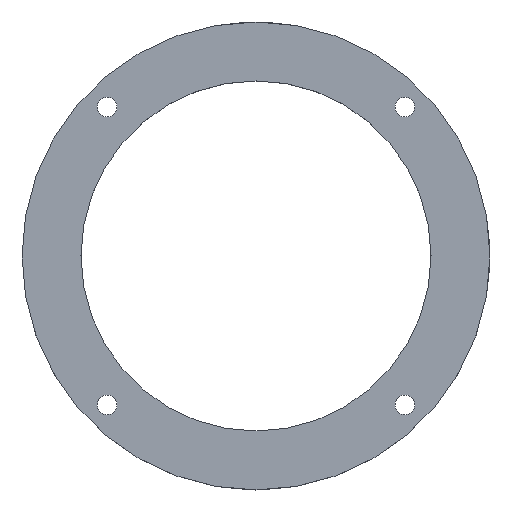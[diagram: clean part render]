
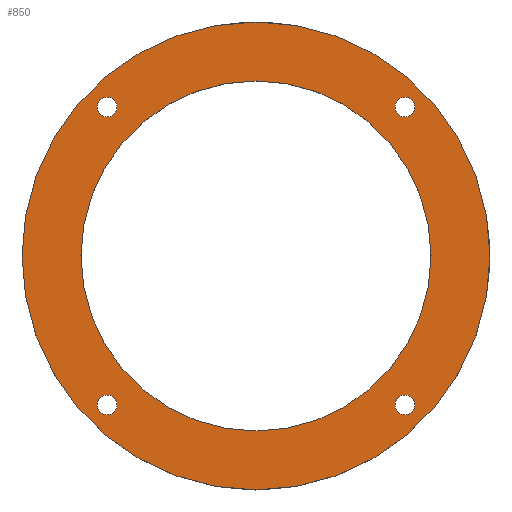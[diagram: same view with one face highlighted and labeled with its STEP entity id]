
A CAD part, top view. The second image highlights one B-rep face of the part: STEP entity #850.
In plain terms, the highlighted planar face has unit normal (0, 0, 1).
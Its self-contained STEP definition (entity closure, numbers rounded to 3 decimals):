
#4 = EDGE_CURVE ( 'NONE', #928, #404, #790, .T. ) ;
#12 = DIRECTION ( 'NONE',  ( -1., 0., 0. ) ) ;
#20 = CARTESIAN_POINT ( 'NONE',  ( 79.55, -79.55, 10. ) ) ;
#23 = CARTESIAN_POINT ( 'NONE',  ( 0., 0., 10. ) ) ;
#26 = DIRECTION ( 'NONE',  ( 0., 0., 1. ) ) ;
#28 = EDGE_CURVE ( 'NONE', #748, #922, #587, .T. ) ;
#33 = EDGE_LOOP ( 'NONE', ( #803, #283 ) ) ;
#39 = CARTESIAN_POINT ( 'NONE',  ( -84.8, -79.55, 10. ) ) ;
#40 = CARTESIAN_POINT ( 'NONE',  ( -79.55, -79.55, 10. ) ) ;
#77 = DIRECTION ( 'NONE',  ( 1., 0., 0. ) ) ;
#91 = EDGE_CURVE ( 'NONE', #465, #363, #879, .T. ) ;
#104 = AXIS2_PLACEMENT_3D ( 'NONE', #40, #721, #223 ) ;
#113 = DIRECTION ( 'NONE',  ( 1., 0., 0. ) ) ;
#118 = AXIS2_PLACEMENT_3D ( 'NONE', #572, #913, #1017 ) ;
#132 = CARTESIAN_POINT ( 'NONE',  ( 79.55, 79.55, 10. ) ) ;
#143 = DIRECTION ( 'NONE',  ( 1., 0., 0. ) ) ;
#170 = AXIS2_PLACEMENT_3D ( 'NONE', #1038, #663, #77 ) ;
#174 = EDGE_CURVE ( 'NONE', #853, #256, #220, .T. ) ;
#184 = DIRECTION ( 'NONE',  ( 0., 0., 1. ) ) ;
#197 = CARTESIAN_POINT ( 'NONE',  ( 93.5, 0., 10. ) ) ;
#220 = CIRCLE ( 'NONE', #334, 5.25 ) ;
#221 = VERTEX_POINT ( 'NONE', #1124 ) ;
#223 = DIRECTION ( 'NONE',  ( 0., 1., 0. ) ) ;
#225 = DIRECTION ( 'NONE',  ( 0., 0., 1. ) ) ;
#248 = AXIS2_PLACEMENT_3D ( 'NONE', #20, #527, #263 ) ;
#252 = EDGE_CURVE ( 'NONE', #922, #748, #1137, .T. ) ;
#256 = VERTEX_POINT ( 'NONE', #612 ) ;
#263 = DIRECTION ( 'NONE',  ( -1., 0., 0. ) ) ;
#265 = DIRECTION ( 'NONE',  ( 0., 0., 1. ) ) ;
#271 = VERTEX_POINT ( 'NONE', #1078 ) ;
#283 = ORIENTED_EDGE ( 'NONE', *, *, #252, .F. ) ;
#326 = CARTESIAN_POINT ( 'NONE',  ( 125., 0., 10. ) ) ;
#329 = ORIENTED_EDGE ( 'NONE', *, *, #1030, .F. ) ;
#334 = AXIS2_PLACEMENT_3D ( 'NONE', #447, #26, #544 ) ;
#340 = ORIENTED_EDGE ( 'NONE', *, *, #610, .F. ) ;
#348 = AXIS2_PLACEMENT_3D ( 'NONE', #350, #184, #1071 ) ;
#350 = CARTESIAN_POINT ( 'NONE',  ( -79.55, -79.55, 10. ) ) ;
#362 = FACE_BOUND ( 'NONE', #750, .T. ) ;
#363 = VERTEX_POINT ( 'NONE', #197 ) ;
#377 = EDGE_LOOP ( 'NONE', ( #329, #700 ) ) ;
#381 = AXIS2_PLACEMENT_3D ( 'NONE', #1112, #569, #143 ) ;
#382 = DIRECTION ( 'NONE',  ( 1., 0., 0. ) ) ;
#399 = EDGE_CURVE ( 'NONE', #875, #271, #506, .T. ) ;
#400 = AXIS2_PLACEMENT_3D ( 'NONE', #876, #265, #12 ) ;
#404 = VERTEX_POINT ( 'NONE', #39 ) ;
#407 = CIRCLE ( 'NONE', #381, 93.5 ) ;
#415 = AXIS2_PLACEMENT_3D ( 'NONE', #132, #649, #839 ) ;
#434 = DIRECTION ( 'NONE',  ( 1., 0., 0. ) ) ;
#439 = ORIENTED_EDGE ( 'NONE', *, *, #91, .F. ) ;
#441 = EDGE_CURVE ( 'NONE', #363, #465, #407, .T. ) ;
#447 = CARTESIAN_POINT ( 'NONE',  ( 79.55, 79.55, 10. ) ) ;
#454 = EDGE_CURVE ( 'NONE', #605, #221, #915, .T. ) ;
#465 = VERTEX_POINT ( 'NONE', #1010 ) ;
#485 = CARTESIAN_POINT ( 'NONE',  ( 0., 0., 10. ) ) ;
#506 = CIRCLE ( 'NONE', #840, 5.25 ) ;
#508 = FACE_OUTER_BOUND ( 'NONE', #1039, .T. ) ;
#512 = ORIENTED_EDGE ( 'NONE', *, *, #1110, .F. ) ;
#527 = DIRECTION ( 'NONE',  ( 0., 0., 1. ) ) ;
#544 = DIRECTION ( 'NONE',  ( 0., -1., 0. ) ) ;
#569 = DIRECTION ( 'NONE',  ( 0., 0., 1. ) ) ;
#572 = CARTESIAN_POINT ( 'NONE',  ( 0., 0., 10. ) ) ;
#585 = EDGE_LOOP ( 'NONE', ( #658, #512 ) ) ;
#587 = CIRCLE ( 'NONE', #400, 5.25 ) ;
#605 = VERTEX_POINT ( 'NONE', #326 ) ;
#610 = EDGE_CURVE ( 'NONE', #271, #875, #985, .T. ) ;
#612 = CARTESIAN_POINT ( 'NONE',  ( 84.8, 79.55, 10. ) ) ;
#625 = ORIENTED_EDGE ( 'NONE', *, *, #399, .F. ) ;
#628 = AXIS2_PLACEMENT_3D ( 'NONE', #895, #807, #113 ) ;
#649 = DIRECTION ( 'NONE',  ( 0., 0., 1. ) ) ;
#658 = ORIENTED_EDGE ( 'NONE', *, *, #4, .F. ) ;
#663 = DIRECTION ( 'NONE',  ( 0., 0., 1. ) ) ;
#674 = ORIENTED_EDGE ( 'NONE', *, *, #1073, .T. ) ;
#679 = CARTESIAN_POINT ( 'NONE',  ( -84.8, 79.55, 10. ) ) ;
#698 = PLANE ( 'NONE',  #980 ) ;
#700 = ORIENTED_EDGE ( 'NONE', *, *, #174, .F. ) ;
#707 = CIRCLE ( 'NONE', #104, 5.25 ) ;
#721 = DIRECTION ( 'NONE',  ( 0., 0., 1. ) ) ;
#726 = ORIENTED_EDGE ( 'NONE', *, *, #441, .F. ) ;
#743 = FACE_BOUND ( 'NONE', #585, .T. ) ;
#748 = VERTEX_POINT ( 'NONE', #936 ) ;
#750 = EDGE_LOOP ( 'NONE', ( #439, #726 ) ) ;
#777 = FACE_BOUND ( 'NONE', #33, .T. ) ;
#785 = CIRCLE ( 'NONE', #415, 5.25 ) ;
#788 = EDGE_LOOP ( 'NONE', ( #340, #625 ) ) ;
#790 = CIRCLE ( 'NONE', #348, 5.25 ) ;
#803 = ORIENTED_EDGE ( 'NONE', *, *, #28, .F. ) ;
#807 = DIRECTION ( 'NONE',  ( 0., 0., 1. ) ) ;
#830 = CARTESIAN_POINT ( 'NONE',  ( -79.55, 79.55, 10. ) ) ;
#835 = FACE_BOUND ( 'NONE', #377, .T. ) ;
#839 = DIRECTION ( 'NONE',  ( 0., -1., 0. ) ) ;
#840 = AXIS2_PLACEMENT_3D ( 'NONE', #830, #916, #382 ) ;
#850 = ADVANCED_FACE ( 'NONE', ( #835, #777, #743, #991, #508, #362 ), #698, .T. ) ;
#853 = VERTEX_POINT ( 'NONE', #983 ) ;
#867 = CIRCLE ( 'NONE', #118, 125. ) ;
#869 = CARTESIAN_POINT ( 'NONE',  ( -74.3, -79.55, 10. ) ) ;
#875 = VERTEX_POINT ( 'NONE', #679 ) ;
#876 = CARTESIAN_POINT ( 'NONE',  ( 79.55, -79.55, 10. ) ) ;
#879 = CIRCLE ( 'NONE', #628, 93.5 ) ;
#887 = DIRECTION ( 'NONE',  ( 0., 0., 1. ) ) ;
#895 = CARTESIAN_POINT ( 'NONE',  ( 0., 0., 10. ) ) ;
#913 = DIRECTION ( 'NONE',  ( 0., 0., 1. ) ) ;
#915 = CIRCLE ( 'NONE', #1082, 125. ) ;
#916 = DIRECTION ( 'NONE',  ( 0., 0., 1. ) ) ;
#922 = VERTEX_POINT ( 'NONE', #1129 ) ;
#928 = VERTEX_POINT ( 'NONE', #869 ) ;
#936 = CARTESIAN_POINT ( 'NONE',  ( 84.8, -79.55, 10. ) ) ;
#980 = AXIS2_PLACEMENT_3D ( 'NONE', #23, #887, #434 ) ;
#983 = CARTESIAN_POINT ( 'NONE',  ( 74.3, 79.55, 10. ) ) ;
#985 = CIRCLE ( 'NONE', #170, 5.25 ) ;
#991 = FACE_BOUND ( 'NONE', #788, .T. ) ;
#1010 = CARTESIAN_POINT ( 'NONE',  ( -93.5, 0., 10. ) ) ;
#1017 = DIRECTION ( 'NONE',  ( 1., 0., 0. ) ) ;
#1030 = EDGE_CURVE ( 'NONE', #256, #853, #785, .T. ) ;
#1036 = ORIENTED_EDGE ( 'NONE', *, *, #454, .T. ) ;
#1038 = CARTESIAN_POINT ( 'NONE',  ( -79.55, 79.55, 10. ) ) ;
#1039 = EDGE_LOOP ( 'NONE', ( #674, #1036 ) ) ;
#1071 = DIRECTION ( 'NONE',  ( 0., 1., 0. ) ) ;
#1073 = EDGE_CURVE ( 'NONE', #221, #605, #867, .T. ) ;
#1078 = CARTESIAN_POINT ( 'NONE',  ( -74.3, 79.55, 10. ) ) ;
#1082 = AXIS2_PLACEMENT_3D ( 'NONE', #485, #225, #1117 ) ;
#1110 = EDGE_CURVE ( 'NONE', #404, #928, #707, .T. ) ;
#1112 = CARTESIAN_POINT ( 'NONE',  ( 0., 0., 10. ) ) ;
#1117 = DIRECTION ( 'NONE',  ( 1., 0., 0. ) ) ;
#1124 = CARTESIAN_POINT ( 'NONE',  ( -125., 0., 10. ) ) ;
#1129 = CARTESIAN_POINT ( 'NONE',  ( 74.3, -79.55, 10. ) ) ;
#1137 = CIRCLE ( 'NONE', #248, 5.25 ) ;
